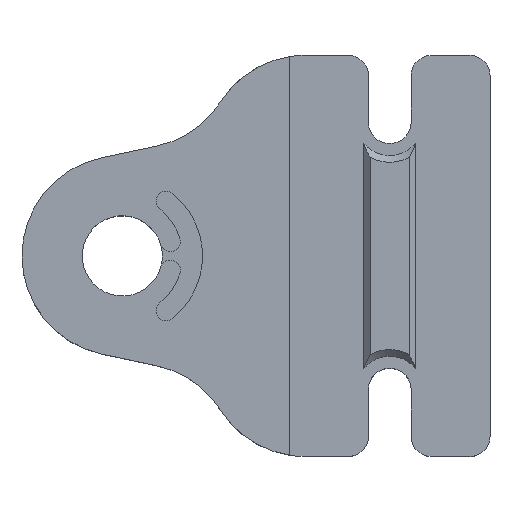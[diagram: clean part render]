
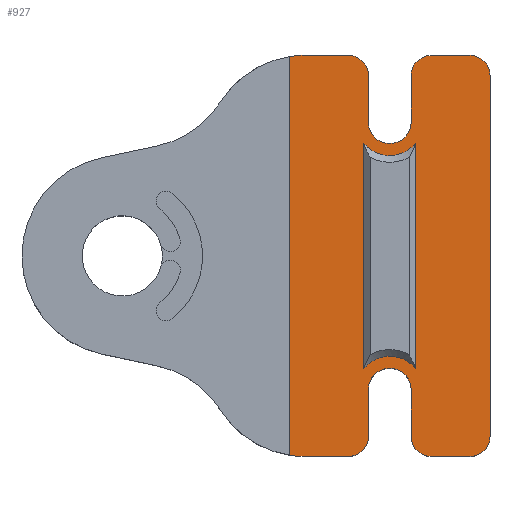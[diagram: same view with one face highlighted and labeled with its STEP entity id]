
A CAD part, top view. The second image highlights one B-rep face of the part: STEP entity #927.
In plain terms, the highlighted planar face has unit normal (0, 0, 1).
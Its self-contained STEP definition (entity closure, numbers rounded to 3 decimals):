
#23=FACE_BOUND('',#101,.T.);
#26=PLANE('',#998);
#47=FACE_OUTER_BOUND('',#100,.T.);
#100=EDGE_LOOP('',(#613,#614,#615,#616,#617,#618,#619,#620,#621,#622,#623,
#624,#625,#626,#627,#628,#629,#630,#631,#632));
#101=EDGE_LOOP('',(#633,#634,#635,#636));
#158=LINE('',#1447,#230);
#159=LINE('',#1451,#231);
#160=LINE('',#1455,#232);
#161=LINE('',#1459,#233);
#162=LINE('',#1463,#234);
#163=LINE('',#1467,#235);
#164=LINE('',#1471,#236);
#165=LINE('',#1475,#237);
#166=LINE('',#1479,#238);
#167=LINE('',#1482,#239);
#168=LINE('',#1485,#240);
#169=LINE('',#1489,#241);
#230=VECTOR('',#1130,10.);
#231=VECTOR('',#1133,10.);
#232=VECTOR('',#1136,10.);
#233=VECTOR('',#1139,10.);
#234=VECTOR('',#1142,10.);
#235=VECTOR('',#1145,10.);
#236=VECTOR('',#1148,10.);
#237=VECTOR('',#1151,10.);
#238=VECTOR('',#1154,10.);
#239=VECTOR('',#1157,10.);
#240=VECTOR('',#1158,10.);
#241=VECTOR('',#1161,10.);
#301=CIRCLE('',#997,15.);
#302=CIRCLE('',#999,3.);
#303=CIRCLE('',#1000,3.2);
#304=CIRCLE('',#1001,3.);
#305=CIRCLE('',#1002,3.);
#306=CIRCLE('',#1003,3.);
#307=CIRCLE('',#1004,3.);
#308=CIRCLE('',#1005,3.2);
#309=CIRCLE('',#1006,3.);
#310=CIRCLE('',#1007,15.);
#311=CIRCLE('',#1008,5.);
#312=CIRCLE('',#1009,5.);
#371=VERTEX_POINT('',#1440);
#372=VERTEX_POINT('',#1442);
#373=VERTEX_POINT('',#1446);
#374=VERTEX_POINT('',#1448);
#375=VERTEX_POINT('',#1450);
#376=VERTEX_POINT('',#1452);
#377=VERTEX_POINT('',#1454);
#378=VERTEX_POINT('',#1456);
#379=VERTEX_POINT('',#1458);
#380=VERTEX_POINT('',#1460);
#381=VERTEX_POINT('',#1462);
#382=VERTEX_POINT('',#1464);
#383=VERTEX_POINT('',#1466);
#384=VERTEX_POINT('',#1468);
#385=VERTEX_POINT('',#1470);
#386=VERTEX_POINT('',#1472);
#387=VERTEX_POINT('',#1474);
#388=VERTEX_POINT('',#1476);
#389=VERTEX_POINT('',#1478);
#390=VERTEX_POINT('',#1480);
#391=VERTEX_POINT('',#1483);
#392=VERTEX_POINT('',#1484);
#393=VERTEX_POINT('',#1486);
#394=VERTEX_POINT('',#1488);
#467=EDGE_CURVE('',#371,#372,#301,.T.);
#469=EDGE_CURVE('',#373,#371,#158,.T.);
#470=EDGE_CURVE('',#374,#373,#302,.T.);
#471=EDGE_CURVE('',#375,#374,#159,.T.);
#472=EDGE_CURVE('',#376,#375,#303,.T.);
#473=EDGE_CURVE('',#377,#376,#160,.T.);
#474=EDGE_CURVE('',#377,#378,#304,.T.);
#475=EDGE_CURVE('',#379,#378,#161,.T.);
#476=EDGE_CURVE('',#380,#379,#305,.T.);
#477=EDGE_CURVE('',#381,#380,#162,.T.);
#478=EDGE_CURVE('',#382,#381,#306,.T.);
#479=EDGE_CURVE('',#382,#383,#163,.T.);
#480=EDGE_CURVE('',#384,#383,#307,.T.);
#481=EDGE_CURVE('',#385,#384,#164,.T.);
#482=EDGE_CURVE('',#386,#385,#308,.T.);
#483=EDGE_CURVE('',#387,#386,#165,.T.);
#484=EDGE_CURVE('',#387,#388,#309,.T.);
#485=EDGE_CURVE('',#388,#389,#166,.T.);
#486=EDGE_CURVE('',#390,#389,#310,.T.);
#487=EDGE_CURVE('',#390,#372,#167,.T.);
#488=EDGE_CURVE('',#391,#392,#168,.T.);
#489=EDGE_CURVE('',#392,#393,#311,.T.);
#490=EDGE_CURVE('',#393,#394,#169,.T.);
#491=EDGE_CURVE('',#394,#391,#312,.T.);
#613=ORIENTED_EDGE('',*,*,#467,.F.);
#614=ORIENTED_EDGE('',*,*,#469,.F.);
#615=ORIENTED_EDGE('',*,*,#470,.F.);
#616=ORIENTED_EDGE('',*,*,#471,.F.);
#617=ORIENTED_EDGE('',*,*,#472,.F.);
#618=ORIENTED_EDGE('',*,*,#473,.F.);
#619=ORIENTED_EDGE('',*,*,#474,.T.);
#620=ORIENTED_EDGE('',*,*,#475,.F.);
#621=ORIENTED_EDGE('',*,*,#476,.F.);
#622=ORIENTED_EDGE('',*,*,#477,.F.);
#623=ORIENTED_EDGE('',*,*,#478,.F.);
#624=ORIENTED_EDGE('',*,*,#479,.T.);
#625=ORIENTED_EDGE('',*,*,#480,.F.);
#626=ORIENTED_EDGE('',*,*,#481,.F.);
#627=ORIENTED_EDGE('',*,*,#482,.F.);
#628=ORIENTED_EDGE('',*,*,#483,.F.);
#629=ORIENTED_EDGE('',*,*,#484,.T.);
#630=ORIENTED_EDGE('',*,*,#485,.T.);
#631=ORIENTED_EDGE('',*,*,#486,.F.);
#632=ORIENTED_EDGE('',*,*,#487,.T.);
#633=ORIENTED_EDGE('',*,*,#488,.T.);
#634=ORIENTED_EDGE('',*,*,#489,.T.);
#635=ORIENTED_EDGE('',*,*,#490,.T.);
#636=ORIENTED_EDGE('',*,*,#491,.T.);
#927=ADVANCED_FACE('',(#47,#23),#26,.F.);
#997=AXIS2_PLACEMENT_3D('',#1443,#1125,#1126);
#998=AXIS2_PLACEMENT_3D('',#1445,#1128,#1129);
#999=AXIS2_PLACEMENT_3D('',#1449,#1131,#1132);
#1000=AXIS2_PLACEMENT_3D('',#1453,#1134,#1135);
#1001=AXIS2_PLACEMENT_3D('',#1457,#1137,#1138);
#1002=AXIS2_PLACEMENT_3D('',#1461,#1140,#1141);
#1003=AXIS2_PLACEMENT_3D('',#1465,#1143,#1144);
#1004=AXIS2_PLACEMENT_3D('',#1469,#1146,#1147);
#1005=AXIS2_PLACEMENT_3D('',#1473,#1149,#1150);
#1006=AXIS2_PLACEMENT_3D('',#1477,#1152,#1153);
#1007=AXIS2_PLACEMENT_3D('',#1481,#1155,#1156);
#1008=AXIS2_PLACEMENT_3D('',#1487,#1159,#1160);
#1009=AXIS2_PLACEMENT_3D('',#1490,#1162,#1163);
#1125=DIRECTION('center_axis',(0.,0.,
-1.));
#1126=DIRECTION('ref_axis',(-0.481,-0.877,0.));
#1128=DIRECTION('center_axis',(0.,0.,
-1.));
#1129=DIRECTION('ref_axis',(1.,0.,0.));
#1130=DIRECTION('',(-1.,0.,0.));
#1131=DIRECTION('center_axis',(0.,0.,
-1.));
#1132=DIRECTION('ref_axis',(1.,0.,0.));
#1133=DIRECTION('',(0.,-1.,0.));
#1134=DIRECTION('center_axis',(0.,0.,
1.));
#1135=DIRECTION('ref_axis',(-1.,0.,0.));
#1136=DIRECTION('',(0.,1.,0.));
#1137=DIRECTION('center_axis',(0.,0.,
1.));
#1138=DIRECTION('ref_axis',(0.,-1.,0.));
#1139=DIRECTION('',(-1.,0.,0.));
#1140=DIRECTION('center_axis',(0.,0.,
-1.));
#1141=DIRECTION('ref_axis',(0.707,-0.707,0.));
#1142=DIRECTION('',(0.,-1.,0.));
#1143=DIRECTION('center_axis',(0.,0.,
-1.));
#1144=DIRECTION('ref_axis',(0.707,0.707,0.));
#1145=DIRECTION('',(-1.,0.,0.));
#1146=DIRECTION('center_axis',(0.,0.,
-1.));
#1147=DIRECTION('ref_axis',(-1.,0.,0.));
#1148=DIRECTION('',(0.,1.,0.));
#1149=DIRECTION('center_axis',(0.,0.,
1.));
#1150=DIRECTION('ref_axis',(1.,0.,0.));
#1151=DIRECTION('',(0.,-1.,0.));
#1152=DIRECTION('center_axis',(0.,0.,
1.));
#1153=DIRECTION('ref_axis',(0.,1.,0.));
#1154=DIRECTION('',(-1.,0.,0.));
#1155=DIRECTION('center_axis',(0.,0.,
-1.));
#1156=DIRECTION('ref_axis',(-0.481,0.877,0.));
#1157=DIRECTION('',(0.,-1.,0.));
#1158=DIRECTION('',(0.,1.,0.));
#1159=DIRECTION('center_axis',(0.,0.,
1.));
#1160=DIRECTION('ref_axis',(0.,-1.,0.));
#1161=DIRECTION('',(0.,-1.,0.));
#1162=DIRECTION('center_axis',(0.,0.,
1.));
#1163=DIRECTION('ref_axis',(0.,-1.,0.));
#1440=CARTESIAN_POINT('',(10.354,-30.,0.));
#1442=CARTESIAN_POINT('',(8.,-29.814,0.));
#1443=CARTESIAN_POINT('Origin',(10.354,-15.,0.));
#1445=CARTESIAN_POINT('Origin',(19.,-15.,0.));
#1446=CARTESIAN_POINT('',(16.8,-30.,0.));
#1447=CARTESIAN_POINT('',(2.,-30.,0.));
#1448=CARTESIAN_POINT('',(19.8,-27.,0.));
#1449=CARTESIAN_POINT('Origin',(16.8,-27.,0.));
#1450=CARTESIAN_POINT('',(19.8,-20.,0.));
#1451=CARTESIAN_POINT('',(19.8,-9.5,0.));
#1452=CARTESIAN_POINT('',(26.2,-20.,0.));
#1453=CARTESIAN_POINT('Origin',(23.,-20.,0.));
#1454=CARTESIAN_POINT('',(26.2,-27.,0.));
#1455=CARTESIAN_POINT('',(26.2,-13.,0.));
#1456=CARTESIAN_POINT('',(29.2,-30.,0.));
#1457=CARTESIAN_POINT('Origin',(29.2,-27.,0.));
#1458=CARTESIAN_POINT('',(35.,-30.,0.));
#1459=CARTESIAN_POINT('',(19.,-30.,0.));
#1460=CARTESIAN_POINT('',(38.,-27.,0.));
#1461=CARTESIAN_POINT('Origin',(35.,-27.,0.));
#1462=CARTESIAN_POINT('',(38.,27.,0.));
#1463=CARTESIAN_POINT('',(38.,-15.,0.));
#1464=CARTESIAN_POINT('',(35.,30.,0.));
#1465=CARTESIAN_POINT('Origin',(35.,27.,0.));
#1466=CARTESIAN_POINT('',(29.2,30.,0.));
#1467=CARTESIAN_POINT('',(19.,30.,0.));
#1468=CARTESIAN_POINT('',(26.2,27.,0.));
#1469=CARTESIAN_POINT('Origin',(29.2,27.,0.));
#1470=CARTESIAN_POINT('',(26.2,20.,0.));
#1471=CARTESIAN_POINT('',(26.2,10.5,0.));
#1472=CARTESIAN_POINT('',(19.8,20.,0.));
#1473=CARTESIAN_POINT('Origin',(23.,20.,0.));
#1474=CARTESIAN_POINT('',(19.8,27.,0.));
#1475=CARTESIAN_POINT('',(19.8,14.,0.));
#1476=CARTESIAN_POINT('',(16.8,30.,0.));
#1477=CARTESIAN_POINT('Origin',(16.8,27.,0.));
#1478=CARTESIAN_POINT('',(10.354,30.,0.));
#1479=CARTESIAN_POINT('',(19.,30.,0.));
#1480=CARTESIAN_POINT('',(8.,29.814,0.));
#1481=CARTESIAN_POINT('Origin',(10.354,15.,0.));
#1482=CARTESIAN_POINT('',(8.,-15.,0.));
#1483=CARTESIAN_POINT('',(19.1,-16.871,0.));
#1484=CARTESIAN_POINT('',(19.1,16.871,0.));
#1485=CARTESIAN_POINT('',(19.1,7.269,0.));
#1486=CARTESIAN_POINT('',(26.9,16.871,0.));
#1487=CARTESIAN_POINT('Origin',(23.,20.,0.));
#1488=CARTESIAN_POINT('',(26.9,-16.871,0.));
#1489=CARTESIAN_POINT('',(26.9,-22.269,0.));
#1490=CARTESIAN_POINT('Origin',(23.,-20.,0.));
